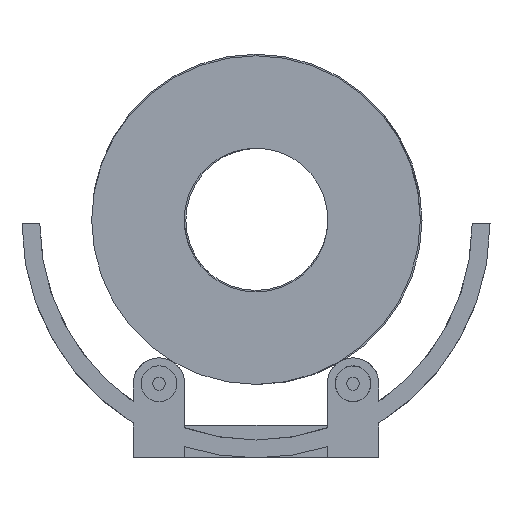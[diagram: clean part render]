
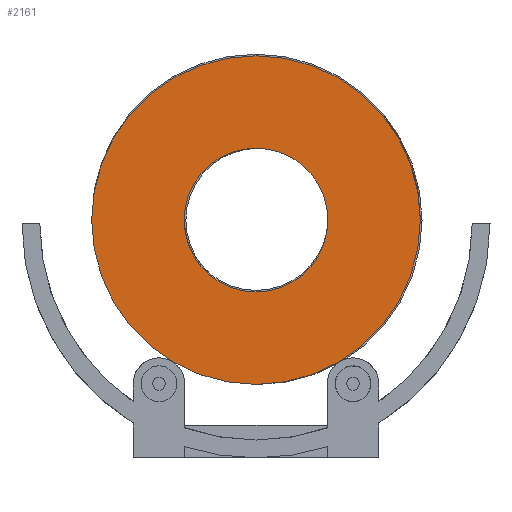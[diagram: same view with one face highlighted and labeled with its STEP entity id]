
A CAD part, left-side view. The second image highlights one B-rep face of the part: STEP entity #2161.
In plain terms, the highlighted planar face has unit normal (-1, 0, 0).
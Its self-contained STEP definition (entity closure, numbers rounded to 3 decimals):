
#2140 = EDGE_CURVE('',#2141,#2141,#2143,.T.);
#2141 = VERTEX_POINT('',#2142);
#2142 = CARTESIAN_POINT('',(-36.586,0.,101.6));
#2143 = CIRCLE('',#2144,101.6);
#2144 = AXIS2_PLACEMENT_3D('',#2145,#2146,#2147);
#2145 = CARTESIAN_POINT('',(-36.586,0.,0.));
#2146 = DIRECTION('',(-1.,0.,0.));
#2147 = DIRECTION('',(0.,0.,1.));
#2161 = ADVANCED_FACE('',(#2162,#2173),#2176,.T.);
#2162 = FACE_BOUND('',#2163,.F.);
#2163 = EDGE_LOOP('',(#2164));
#2164 = ORIENTED_EDGE('',*,*,#2165,.T.);
#2165 = EDGE_CURVE('',#2166,#2166,#2168,.T.);
#2166 = VERTEX_POINT('',#2167);
#2167 = CARTESIAN_POINT('',(-36.586,0.,44.45));
#2168 = CIRCLE('',#2169,44.45);
#2169 = AXIS2_PLACEMENT_3D('',#2170,#2171,#2172);
#2170 = CARTESIAN_POINT('',(-36.586,0.,0.));
#2171 = DIRECTION('',(-1.,0.,0.));
#2172 = DIRECTION('',(0.,0.,1.));
#2173 = FACE_BOUND('',#2174,.F.);
#2174 = EDGE_LOOP('',(#2175));
#2175 = ORIENTED_EDGE('',*,*,#2140,.F.);
#2176 = PLANE('',#2177);
#2177 = AXIS2_PLACEMENT_3D('',#2178,#2179,#2180);
#2178 = CARTESIAN_POINT('',(-36.586,0.,0.));
#2179 = DIRECTION('',(-1.,0.,0.));
#2180 = DIRECTION('',(0.,0.,1.));
